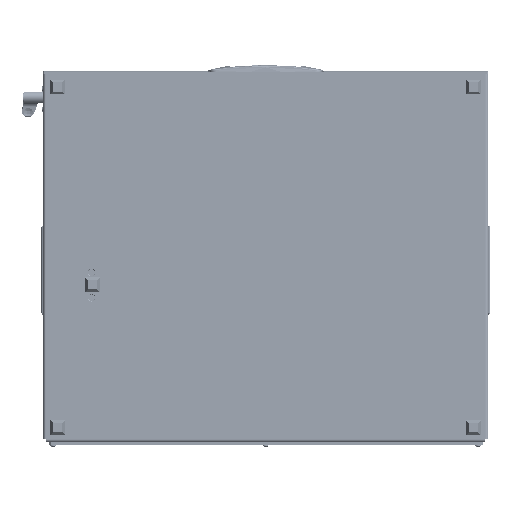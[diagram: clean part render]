
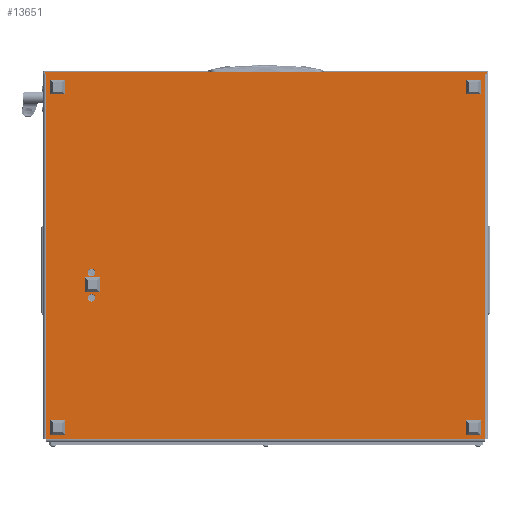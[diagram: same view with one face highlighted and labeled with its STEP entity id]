
A CAD part, front view. The second image highlights one B-rep face of the part: STEP entity #13651.
In plain terms, the highlighted face is planar.
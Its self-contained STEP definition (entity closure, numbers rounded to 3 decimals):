
#919 = EDGE_CURVE ( 'NONE', #94167, #88221, #47995, .T. ) ;
#2152 = DIRECTION ( 'NONE',  ( 0., 0., -1. ) ) ;
#2614 = CARTESIAN_POINT ( 'NONE',  ( 506., 0., 0. ) ) ;
#4589 = VECTOR ( 'NONE', #18970, 1000. ) ;
#5201 = FACE_OUTER_BOUND ( 'NONE', #45938, .T. ) ;
#5815 = ORIENTED_EDGE ( 'NONE', *, *, #104006, .T. ) ;
#7223 = CIRCLE ( 'NONE', #124102, 5.2 ) ;
#8548 = CARTESIAN_POINT ( 'NONE',  ( 0., -4., 0. ) ) ;
#8956 = VERTEX_POINT ( 'NONE', #85794 ) ;
#9143 = CARTESIAN_POINT ( 'NONE',  ( 269.8, 545., 0. ) ) ;
#10141 = FACE_BOUND ( 'NONE', #108792, .T. ) ;
#10196 = LINE ( 'NONE', #25345, #115694 ) ;
#11445 = ORIENTED_EDGE ( 'NONE', *, *, #117962, .F. ) ;
#11587 = ORIENTED_EDGE ( 'NONE', *, *, #18308, .T. ) ;
#12176 = VECTOR ( 'NONE', #50608, 1000. ) ;
#13651 = ADVANCED_FACE ( 'NONE', ( #10141, #113973, #5201 ), #118836, .T. ) ;
#17767 = CARTESIAN_POINT ( 'NONE',  ( -2., -2., 0. ) ) ;
#18308 = EDGE_CURVE ( 'NONE', #132161, #132613, #127244, .T. ) ;
#18970 = DIRECTION ( 'NONE',  ( 0., 1., 0. ) ) ;
#19312 = AXIS2_PLACEMENT_3D ( 'NONE', #90218, #68541, #99748 ) ;
#20009 = VERTEX_POINT ( 'NONE', #32428 ) ;
#20673 = CARTESIAN_POINT ( 'NONE',  ( 0., 0., 0. ) ) ;
#21729 = DIRECTION ( 'NONE',  ( -1., 0., 0. ) ) ;
#23338 = CARTESIAN_POINT ( 'NONE',  ( 0., 608., 0. ) ) ;
#24917 = CARTESIAN_POINT ( 'NONE',  ( 0., -2., 0. ) ) ;
#25345 = CARTESIAN_POINT ( 'NONE',  ( 0., 608., 0. ) ) ;
#25471 = DIRECTION ( 'NONE',  ( 0., 0., -1. ) ) ;
#25627 = AXIS2_PLACEMENT_3D ( 'NONE', #32516, #2152, #115512 ) ;
#25830 = DIRECTION ( 'NONE',  ( 0., 0., -1. ) ) ;
#26230 = LINE ( 'NONE', #124700, #55310 ) ;
#29591 = VECTOR ( 'NONE', #91816, 1000. ) ;
#32428 = CARTESIAN_POINT ( 'NONE',  ( 506., 608., 0. ) ) ;
#32516 = CARTESIAN_POINT ( 'NONE',  ( 275., 545., 0. ) ) ;
#36754 = EDGE_CURVE ( 'NONE', #99058, #114606, #83152, .T. ) ;
#38032 = VECTOR ( 'NONE', #103202, 1000. ) ;
#40486 = AXIS2_PLACEMENT_3D ( 'NONE', #114709, #95080, #21729 ) ;
#41079 = EDGE_CURVE ( 'NONE', #20009, #89821, #80453, .T. ) ;
#43032 = DIRECTION ( 'NONE',  ( 0., 1., 0. ) ) ;
#44340 = AXIS2_PLACEMENT_3D ( 'NONE', #119307, #25471, #88858 ) ;
#45938 = EDGE_LOOP ( 'NONE', ( #111423, #5815, #11587, #57735, #75454, #116265, #55265, #80458 ) ) ;
#47995 = CIRCLE ( 'NONE', #19312, 5.2 ) ;
#50608 = DIRECTION ( 'NONE',  ( 0., 1., 0. ) ) ;
#55265 = ORIENTED_EDGE ( 'NONE', *, *, #41079, .T. ) ;
#55310 = VECTOR ( 'NONE', #43032, 1000. ) ;
#56098 = VERTEX_POINT ( 'NONE', #113312 ) ;
#57166 = LINE ( 'NONE', #20673, #29591 ) ;
#57735 = ORIENTED_EDGE ( 'NONE', *, *, #110958, .T. ) ;
#58002 = DIRECTION ( 'NONE',  ( -1., 0., 0. ) ) ;
#65644 = LINE ( 'NONE', #114591, #38032 ) ;
#68541 = DIRECTION ( 'NONE',  ( 0., 0., -1. ) ) ;
#70466 = EDGE_LOOP ( 'NONE', ( #100821, #124593 ) ) ;
#75454 = ORIENTED_EDGE ( 'NONE', *, *, #118928, .F. ) ;
#75729 = CARTESIAN_POINT ( 'NONE',  ( 315.2, 545., 0. ) ) ;
#76602 = CARTESIAN_POINT ( 'NONE',  ( -2., 610., 0. ) ) ;
#80453 = LINE ( 'NONE', #130652, #82025 ) ;
#80458 = ORIENTED_EDGE ( 'NONE', *, *, #118320, .F. ) ;
#82025 = VECTOR ( 'NONE', #88956, 1000. ) ;
#83152 = CIRCLE ( 'NONE', #25627, 5.2 ) ;
#85794 = CARTESIAN_POINT ( 'NONE',  ( 0., 610., 0. ) ) ;
#87824 = DIRECTION ( 'NONE',  ( -1., 0., 0. ) ) ;
#88221 = VERTEX_POINT ( 'NONE', #75729 ) ;
#88266 = VERTEX_POINT ( 'NONE', #24917 ) ;
#88858 = DIRECTION ( 'NONE',  ( -1., 0., 0. ) ) ;
#88956 = DIRECTION ( 'NONE',  ( 0., -1., 0. ) ) ;
#89821 = VERTEX_POINT ( 'NONE', #2614 ) ;
#90218 = CARTESIAN_POINT ( 'NONE',  ( 310., 545., 0. ) ) ;
#90841 = VECTOR ( 'NONE', #99707, 1000. ) ;
#91816 = DIRECTION ( 'NONE',  ( 1., 0., 0. ) ) ;
#94167 = VERTEX_POINT ( 'NONE', #127106 ) ;
#95080 = DIRECTION ( 'NONE',  ( 0., 0., -1. ) ) ;
#99058 = VERTEX_POINT ( 'NONE', #9143 ) ;
#99707 = DIRECTION ( 'NONE',  ( 1., 0., 0. ) ) ;
#99748 = DIRECTION ( 'NONE',  ( -1., 0., 0. ) ) ;
#100821 = ORIENTED_EDGE ( 'NONE', *, *, #919, .F. ) ;
#102004 = EDGE_CURVE ( 'NONE', #88266, #56098, #116487, .T. ) ;
#103202 = DIRECTION ( 'NONE',  ( -1., 0., 0. ) ) ;
#103688 = EDGE_CURVE ( 'NONE', #88221, #94167, #7223, .T. ) ;
#104006 = EDGE_CURVE ( 'NONE', #88266, #132161, #65644, .T. ) ;
#104519 = CARTESIAN_POINT ( 'NONE',  ( -2., -4., 0. ) ) ;
#108792 = EDGE_LOOP ( 'NONE', ( #110810, #11445 ) ) ;
#110810 = ORIENTED_EDGE ( 'NONE', *, *, #36754, .F. ) ;
#110958 = EDGE_CURVE ( 'NONE', #132613, #8956, #133029, .T. ) ;
#111423 = ORIENTED_EDGE ( 'NONE', *, *, #102004, .F. ) ;
#113312 = CARTESIAN_POINT ( 'NONE',  ( 0., 0., 0. ) ) ;
#113973 = FACE_BOUND ( 'NONE', #70466, .T. ) ;
#114591 = CARTESIAN_POINT ( 'NONE',  ( 0., -2., 0. ) ) ;
#114606 = VERTEX_POINT ( 'NONE', #132839 ) ;
#114709 = CARTESIAN_POINT ( 'NONE',  ( 275., 545., 0. ) ) ;
#115512 = DIRECTION ( 'NONE',  ( -1., 0., 0. ) ) ;
#115694 = VECTOR ( 'NONE', #87824, 1000. ) ;
#116265 = ORIENTED_EDGE ( 'NONE', *, *, #118164, .F. ) ;
#116487 = LINE ( 'NONE', #8548, #4589 ) ;
#117962 = EDGE_CURVE ( 'NONE', #114606, #99058, #120510, .T. ) ;
#118164 = EDGE_CURVE ( 'NONE', #20009, #118527, #10196, .T. ) ;
#118320 = EDGE_CURVE ( 'NONE', #56098, #89821, #57166, .T. ) ;
#118527 = VERTEX_POINT ( 'NONE', #23338 ) ;
#118836 = PLANE ( 'NONE',  #44340 ) ;
#118928 = EDGE_CURVE ( 'NONE', #118527, #8956, #26230, .T. ) ;
#119307 = CARTESIAN_POINT ( 'NONE',  ( 0., 608., 0. ) ) ;
#120510 = CIRCLE ( 'NONE', #40486, 5.2 ) ;
#124102 = AXIS2_PLACEMENT_3D ( 'NONE', #129983, #25830, #58002 ) ;
#124593 = ORIENTED_EDGE ( 'NONE', *, *, #103688, .F. ) ;
#124700 = CARTESIAN_POINT ( 'NONE',  ( 0., -4., 0. ) ) ;
#127106 = CARTESIAN_POINT ( 'NONE',  ( 304.8, 545., 0. ) ) ;
#127244 = LINE ( 'NONE', #104519, #12176 ) ;
#129983 = CARTESIAN_POINT ( 'NONE',  ( 310., 545., 0. ) ) ;
#130546 = CARTESIAN_POINT ( 'NONE',  ( 0., 610., 0. ) ) ;
#130652 = CARTESIAN_POINT ( 'NONE',  ( 506., 608., 0. ) ) ;
#132161 = VERTEX_POINT ( 'NONE', #17767 ) ;
#132613 = VERTEX_POINT ( 'NONE', #76602 ) ;
#132839 = CARTESIAN_POINT ( 'NONE',  ( 280.2, 545., 0. ) ) ;
#133029 = LINE ( 'NONE', #130546, #90841 ) ;
